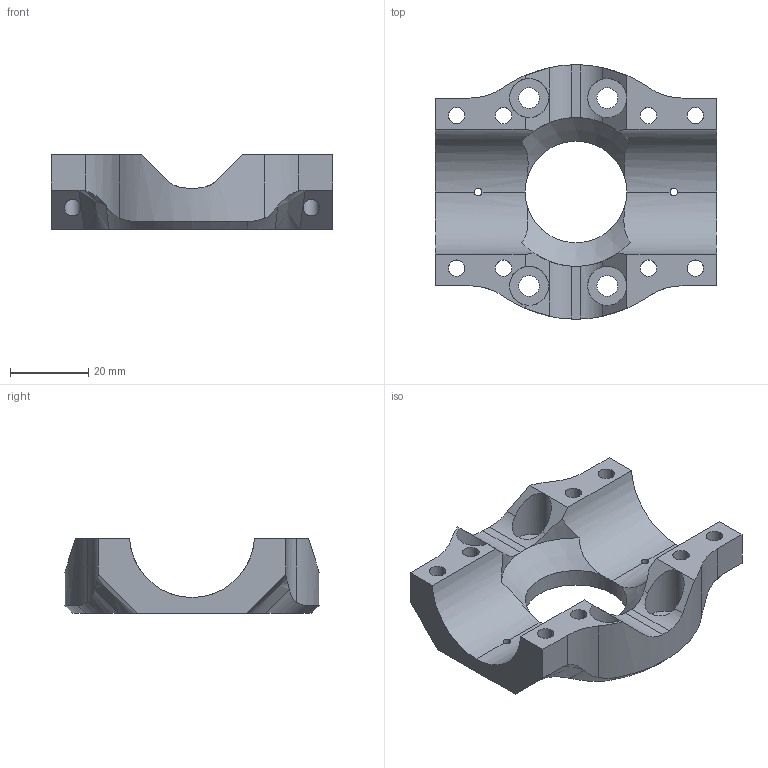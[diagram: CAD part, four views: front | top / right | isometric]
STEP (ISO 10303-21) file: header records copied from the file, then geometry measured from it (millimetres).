
FILE_DESCRIPTION (( 'STEP AP203' ), '1' );
FILE_NAME ('Housing Mid-Tube Mount.step_Default_sldprt.STEP', '2022-11-09T04:41:34', ( '' ), ( '' ), 'SwSTEP 2.0', 'SolidWorks 2022', '' );
FILE_SCHEMA (( 'CONFIG_CONTROL_DESIGN' ));
Length unit declared in the file: millimetre
Products named in the file (1): Housing Mid-Tube Mount.step_Default_sldprt
Bounding box: 72 x 65 x 19 mm (x, y, z)
Volume: 31598.4 mm3; surface area: 14468.1 mm2
Topology: 1 solids, 1 shells, 99 faces, 282 edges, 182 vertices
Faces by surface type: cylinder 56, plane 27, cone 8, bspline 8
Entity records: 4227 total; most frequent: CARTESIAN_POINT 1678, ORIENTED_EDGE 564, DIRECTION 462, EDGE_CURVE 282, VERTEX_POINT 182, AXIS2_PLACEMENT_3D 180, EDGE_LOOP 126, VECTOR 102
